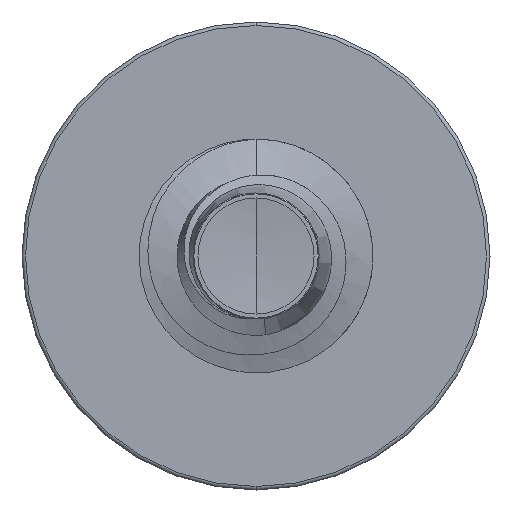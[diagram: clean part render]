
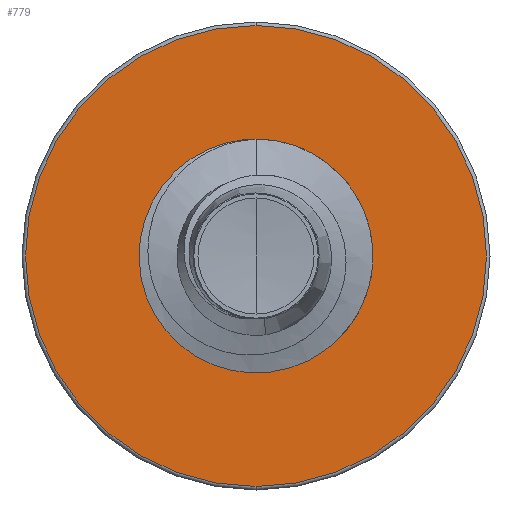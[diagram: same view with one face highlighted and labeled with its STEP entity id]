
A CAD part, front view. The second image highlights one B-rep face of the part: STEP entity #779.
In plain terms, the highlighted planar face has unit normal (0, -1, 0).
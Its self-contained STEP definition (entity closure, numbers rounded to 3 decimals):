
#779 = ADVANCED_FACE ( 'NONE', ( #7193, #6879 ), #2581, .F. ) ;
#1096 = AXIS2_PLACEMENT_3D ( 'NONE', #4736, #4722, #2528 ) ;
#1384 = ORIENTED_EDGE ( 'NONE', *, *, #10059, .T. ) ;
#1516 = CARTESIAN_POINT ( 'NONE',  ( 0., 5., -4.925 ) ) ;
#2528 = DIRECTION ( 'NONE',  ( 0., 0., 1. ) ) ;
#2581 = PLANE ( 'NONE',  #1096 ) ;
#3222 = CIRCLE ( 'NONE', #4600, 2.415 ) ;
#4371 = DIRECTION ( 'NONE',  ( 0., 0., 1. ) ) ;
#4390 = DIRECTION ( 'NONE',  ( 0., 1., 0. ) ) ;
#4548 = CARTESIAN_POINT ( 'NONE',  ( 0., 5., 0. ) ) ;
#4600 = AXIS2_PLACEMENT_3D ( 'NONE', #4865, #4844, #4828 ) ;
#4722 = DIRECTION ( 'NONE',  ( 0., 1., 0. ) ) ;
#4736 = CARTESIAN_POINT ( 'NONE',  ( 0., 5., -2.415 ) ) ;
#4756 = DIRECTION ( 'NONE',  ( 0., 0., 1. ) ) ;
#4781 = DIRECTION ( 'NONE',  ( 0., 1., 0. ) ) ;
#4801 = CARTESIAN_POINT ( 'NONE',  ( 0., 5., 0. ) ) ;
#4828 = DIRECTION ( 'NONE',  ( 0., 0., 1. ) ) ;
#4844 = DIRECTION ( 'NONE',  ( 0., 1., 0. ) ) ;
#4865 = CARTESIAN_POINT ( 'NONE',  ( 0., 5., 0. ) ) ;
#4882 = CARTESIAN_POINT ( 'NONE',  ( 0., 5., -2.415 ) ) ;
#4932 = VERTEX_POINT ( 'NONE', #6744 ) ;
#5104 = EDGE_CURVE ( 'NONE', #11945, #4932, #8984, .T. ) ;
#5780 = CARTESIAN_POINT ( 'NONE',  ( 0., 5., 4.925 ) ) ;
#6297 = DIRECTION ( 'NONE',  ( 0., 0., 1. ) ) ;
#6311 = DIRECTION ( 'NONE',  ( 0., 1., 0. ) ) ;
#6338 = CARTESIAN_POINT ( 'NONE',  ( 0., 5., 0. ) ) ;
#6728 = VERTEX_POINT ( 'NONE', #5780 ) ;
#6744 = CARTESIAN_POINT ( 'NONE',  ( 0., 5., 2.415 ) ) ;
#6879 = FACE_BOUND ( 'NONE', #10447, .T. ) ;
#7193 = FACE_OUTER_BOUND ( 'NONE', #11169, .T. ) ;
#7815 = AXIS2_PLACEMENT_3D ( 'NONE', #4548, #4390, #4371 ) ;
#8018 = ORIENTED_EDGE ( 'NONE', *, *, #9420, .F. ) ;
#8314 = ORIENTED_EDGE ( 'NONE', *, *, #5104, .T. ) ;
#8632 = VERTEX_POINT ( 'NONE', #1516 ) ;
#8984 = CIRCLE ( 'NONE', #9434, 2.415 ) ;
#9343 = CIRCLE ( 'NONE', #7815, 4.925 ) ;
#9420 = EDGE_CURVE ( 'NONE', #6728, #8632, #11919, .T. ) ;
#9434 = AXIS2_PLACEMENT_3D ( 'NONE', #6338, #6311, #6297 ) ;
#10059 = EDGE_CURVE ( 'NONE', #4932, #11945, #3222, .T. ) ;
#10078 = EDGE_CURVE ( 'NONE', #8632, #6728, #9343, .T. ) ;
#10447 = EDGE_LOOP ( 'NONE', ( #1384, #8314 ) ) ;
#10690 = AXIS2_PLACEMENT_3D ( 'NONE', #4801, #4781, #4756 ) ;
#11169 = EDGE_LOOP ( 'NONE', ( #8018, #11509 ) ) ;
#11509 = ORIENTED_EDGE ( 'NONE', *, *, #10078, .F. ) ;
#11919 = CIRCLE ( 'NONE', #10690, 4.925 ) ;
#11945 = VERTEX_POINT ( 'NONE', #4882 ) ;
